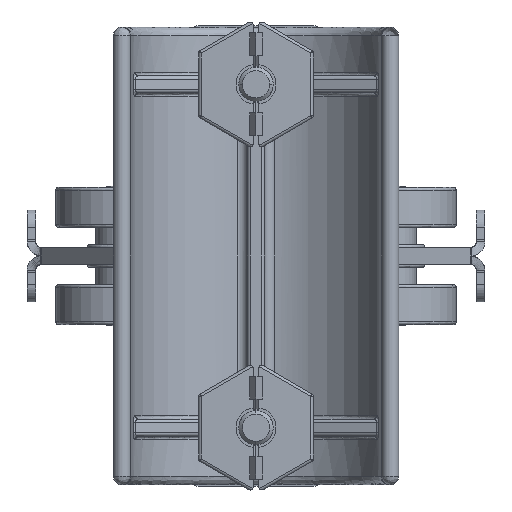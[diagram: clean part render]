
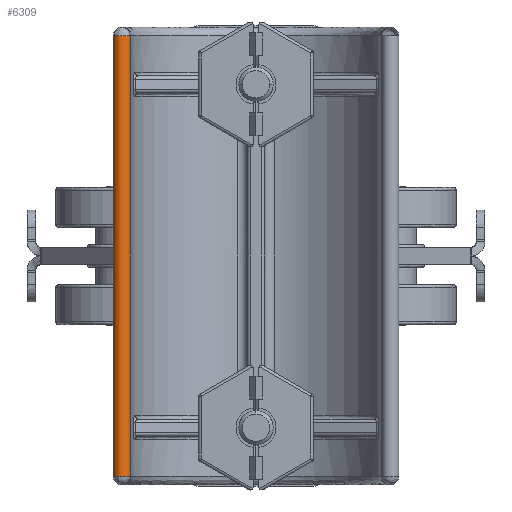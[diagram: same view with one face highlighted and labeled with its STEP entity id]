
A CAD part, front view. The second image highlights one B-rep face of the part: STEP entity #6309.
In plain terms, the highlighted cylindrical face has radius 1.5 mm (diameter 3 mm), a partial arc.
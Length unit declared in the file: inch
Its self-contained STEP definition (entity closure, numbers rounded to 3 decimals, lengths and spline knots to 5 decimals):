
#321 = CARTESIAN_POINT ( 'NONE',  ( -0.98237, -3.82874, 1.51575 ) ) ;
#617 = VECTOR ( 'NONE', #16762, 39.37008 ) ;
#886 = AXIS2_PLACEMENT_3D ( 'NONE', #35333, #2430, #17986 ) ;
#1531 = EDGE_LOOP ( 'NONE', ( #33167, #31989, #16341, #21191, #20197, #25330 ) ) ;
#1984 = LINE ( 'NONE', #14393, #617 ) ;
#2043 = AXIS2_PLACEMENT_3D ( 'NONE', #29434, #32179, #35135 ) ;
#2430 = DIRECTION ( 'NONE',  ( 0., 0., 1. ) ) ;
#2788 = DIRECTION ( 'NONE',  ( 0., 0., 1. ) ) ;
#3074 = VERTEX_POINT ( 'NONE', #25083 ) ;
#3180 = CIRCLE ( 'NONE', #24565, 0.05906 ) ;
#4363 = CARTESIAN_POINT ( 'NONE',  ( -0.86438, -3.83251, 1.51575 ) ) ;
#6309 = ADVANCED_FACE ( 'NONE', ( #23785 ), #14907, .T. ) ;
#6335 = AXIS2_PLACEMENT_3D ( 'NONE', #29857, #15442, #27472 ) ;
#6865 = EDGE_CURVE ( 'NONE', #14582, #17246, #1984, .T. ) ;
#7815 = CIRCLE ( 'NONE', #886, 0.05906 ) ;
#11416 = VERTEX_POINT ( 'NONE', #27151 ) ;
#14393 = CARTESIAN_POINT ( 'NONE',  ( -0.98237, -3.82874, 1.5748 ) ) ;
#14582 = VERTEX_POINT ( 'NONE', #321 ) ;
#14907 = CYLINDRICAL_SURFACE ( 'NONE', #21957, 0.05906 ) ;
#14991 = LINE ( 'NONE', #32932, #21702 ) ;
#15442 = DIRECTION ( 'NONE',  ( 0., 0., -1. ) ) ;
#16341 = ORIENTED_EDGE ( 'NONE', *, *, #21544, .F. ) ;
#16762 = DIRECTION ( 'NONE',  ( 0., 0., -1. ) ) ;
#17246 = VERTEX_POINT ( 'NONE', #23037 ) ;
#17283 = EDGE_CURVE ( 'NONE', #32975, #11416, #3180, .T. ) ;
#17497 = DIRECTION ( 'NONE',  ( 0., 0., -1. ) ) ;
#17986 = DIRECTION ( 'NONE',  ( -1., 0., 0. ) ) ;
#20161 = CIRCLE ( 'NONE', #6335, 0.05906 ) ;
#20197 = ORIENTED_EDGE ( 'NONE', *, *, #34225, .T. ) ;
#20658 = CARTESIAN_POINT ( 'NONE',  ( -0.92331, -3.82874, 1.51575 ) ) ;
#21191 = ORIENTED_EDGE ( 'NONE', *, *, #32846, .T. ) ;
#21400 = DIRECTION ( 'NONE',  ( -1., 0., 0. ) ) ;
#21544 = EDGE_CURVE ( 'NONE', #30546, #17246, #32859, .T. ) ;
#21702 = VECTOR ( 'NONE', #2788, 39.37008 ) ;
#21957 = AXIS2_PLACEMENT_3D ( 'NONE', #32651, #26748, #21400 ) ;
#23037 = CARTESIAN_POINT ( 'NONE',  ( -0.98237, -3.82874, -1.51575 ) ) ;
#23773 = CARTESIAN_POINT ( 'NONE',  ( -0.92331, -3.8878, -1.51575 ) ) ;
#23785 = FACE_OUTER_BOUND ( 'NONE', #1531, .T. ) ;
#24565 = AXIS2_PLACEMENT_3D ( 'NONE', #20658, #17497, #29537 ) ;
#25083 = CARTESIAN_POINT ( 'NONE',  ( -0.86438, -3.83251, -1.51575 ) ) ;
#25330 = ORIENTED_EDGE ( 'NONE', *, *, #17283, .T. ) ;
#26748 = DIRECTION ( 'NONE',  ( 0., 0., -1. ) ) ;
#27151 = CARTESIAN_POINT ( 'NONE',  ( -0.92331, -3.8878, 1.51575 ) ) ;
#27472 = DIRECTION ( 'NONE',  ( -1., 0., 0. ) ) ;
#28499 = EDGE_CURVE ( 'NONE', #11416, #14582, #20161, .T. ) ;
#29434 = CARTESIAN_POINT ( 'NONE',  ( -0.92331, -3.82874, -1.51575 ) ) ;
#29537 = DIRECTION ( 'NONE',  ( -1., 0., 0. ) ) ;
#29857 = CARTESIAN_POINT ( 'NONE',  ( -0.92331, -3.82874, 1.51575 ) ) ;
#30546 = VERTEX_POINT ( 'NONE', #23773 ) ;
#31989 = ORIENTED_EDGE ( 'NONE', *, *, #6865, .T. ) ;
#32179 = DIRECTION ( 'NONE',  ( 0., 0., -1. ) ) ;
#32651 = CARTESIAN_POINT ( 'NONE',  ( -0.92331, -3.82874, 1.5748 ) ) ;
#32846 = EDGE_CURVE ( 'NONE', #30546, #3074, #7815, .T. ) ;
#32859 = CIRCLE ( 'NONE', #2043, 0.05906 ) ;
#32932 = CARTESIAN_POINT ( 'NONE',  ( -0.86438, -3.83251, 1.5748 ) ) ;
#32975 = VERTEX_POINT ( 'NONE', #4363 ) ;
#33167 = ORIENTED_EDGE ( 'NONE', *, *, #28499, .T. ) ;
#34225 = EDGE_CURVE ( 'NONE', #3074, #32975, #14991, .T. ) ;
#35135 = DIRECTION ( 'NONE',  ( -1., 0., 0. ) ) ;
#35333 = CARTESIAN_POINT ( 'NONE',  ( -0.92331, -3.82874, -1.51575 ) ) ;
